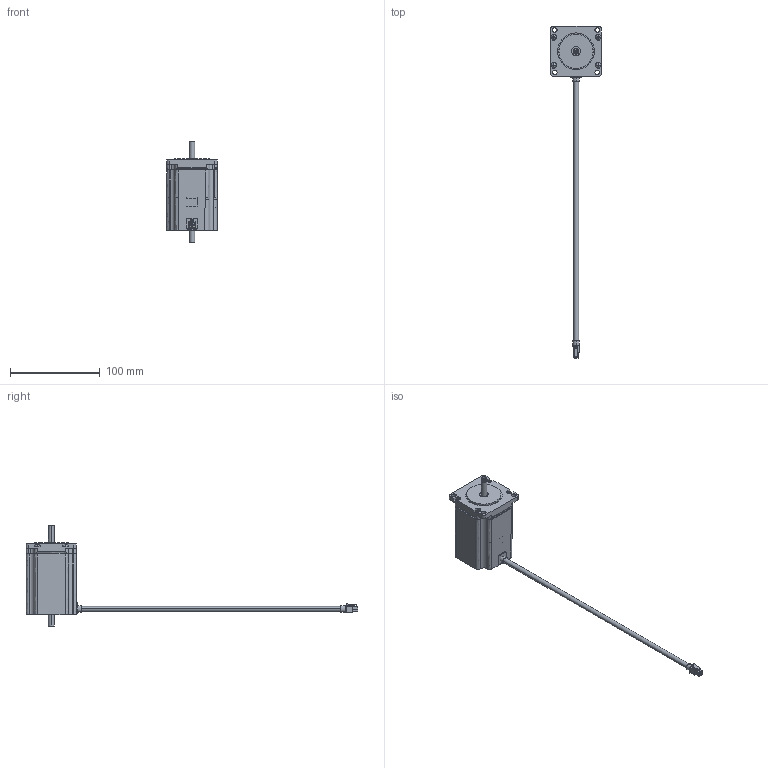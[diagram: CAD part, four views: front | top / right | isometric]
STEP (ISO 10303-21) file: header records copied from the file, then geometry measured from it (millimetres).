
FILE_DESCRIPTION (( 'STEP AP214' ), '1' );
FILE_NAME ('STP-MTRH-23079D.STEP', '2018-08-16T14:51:16', ( '' ), ( '' ), 'SwSTEP 2.0', 'SolidWorks 2017', '' );
FILE_SCHEMA (( 'AUTOMOTIVE_DESIGN' ));
Length unit declared in the file: inch
Products named in the file (1): STP-MTRH-23079D
Bounding box: 56.06 x 368.88 x 112.33 mm (x, y, z)
Volume: 211920 mm3; surface area: 40107.1 mm2
Topology: 4 solids, 18 shells, 498 faces, 1258 edges, 824 vertices
Faces by surface type: plane 328, cylinder 112, bspline 29, cone 21, torus 8
Entity records: 22339 total; most frequent: CARTESIAN_POINT 3959, ORIENTED_EDGE 2508, DIRECTION 2326, EDGE_CURVE 1254, VERTEX_POINT 824, LINE 816, VECTOR 816, AXIS2_PLACEMENT_3D 755
